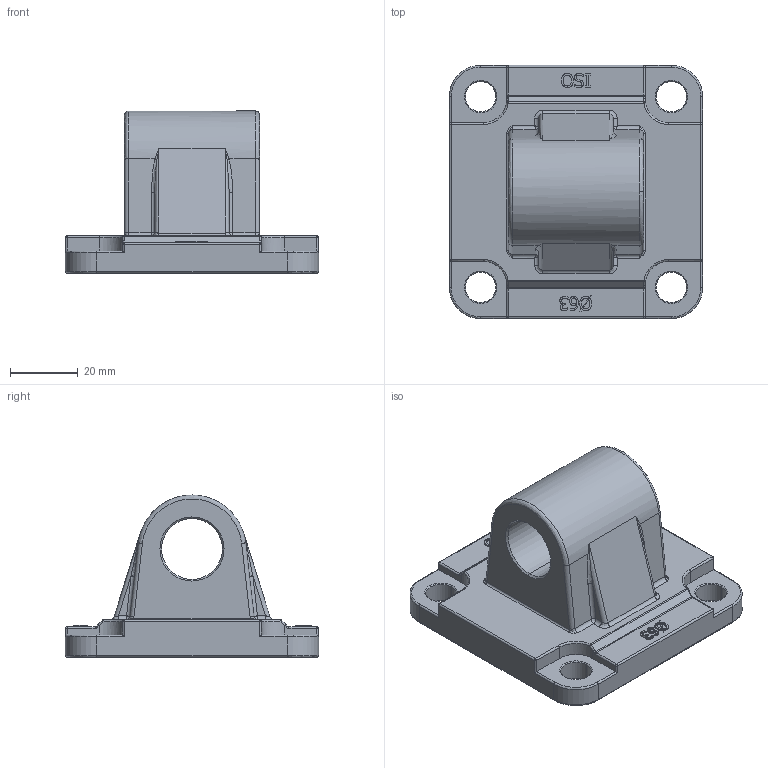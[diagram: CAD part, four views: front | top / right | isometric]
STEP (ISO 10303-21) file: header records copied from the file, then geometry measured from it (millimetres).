
FILE_DESCRIPTION (( 'STEP AP214' ), '1' );
FILE_NAME ('RD001523.STEP', '2018-08-27T08:12:21', ( '' ), ( '' ), 'SwSTEP 2.0', 'SolidWorks 2018', '' );
FILE_SCHEMA (( 'AUTOMOTIVE_DESIGN' ));
Length unit declared in the file: millimetre
Products named in the file (1): RD001523
Bounding box: 75 x 75 x 48 mm (x, y, z)
Volume: 82618.3 mm3; surface area: 20859.6 mm2
Topology: 1 solids, 1 shells, 333 faces, 837 edges, 500 vertices
Faces by surface type: bspline 147, cylinder 85, plane 79, cone 22
Entity records: 12368 total; most frequent: CARTESIAN_POINT 5439, ORIENTED_EDGE 1638, DIRECTION 1076, EDGE_CURVE 819, VERTEX_POINT 500, LINE 378, VECTOR 378, EDGE_LOOP 355
